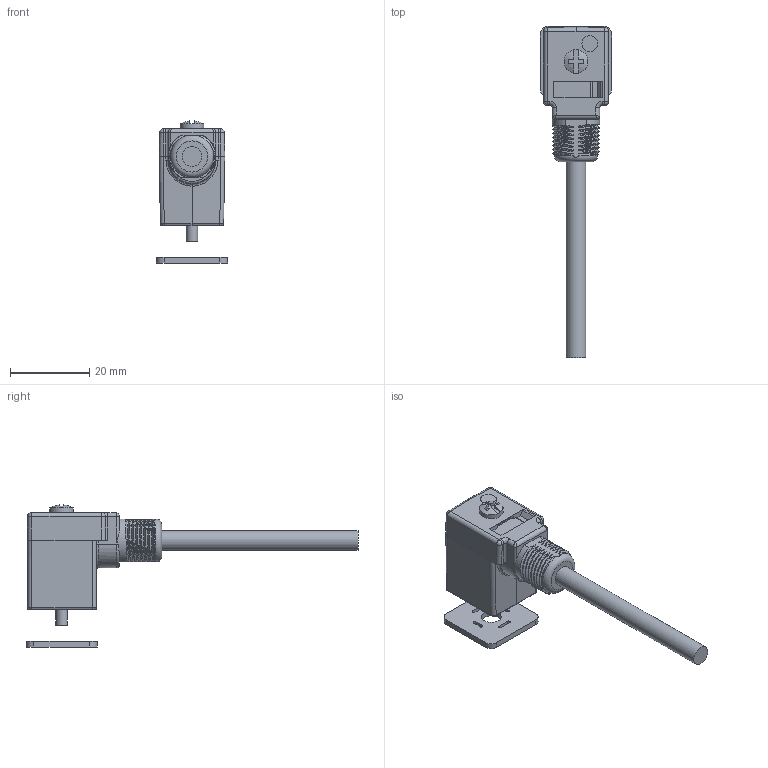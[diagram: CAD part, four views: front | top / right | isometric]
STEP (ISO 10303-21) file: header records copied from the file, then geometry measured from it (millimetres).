
FILE_DESCRIPTION(/* description */ (''),/* implementation_level */ '2;1');
FILE_NAME(/* name */ 'RA-VCIG22_1-24_1-m.stp',/* time_stamp */ '2024-09-17T09:28:35+02:00',/* author */ ('ESCHA GmbH & Co. KG'),/* organization */ ('ESCHA GmbH & Co. KG'),/* preprocessor_version */ 'ST-DEVELOPER v19.4',/* originating_system */ 'SIEMENS PLM Software NX2212.8702',/* authorisation */ '');
FILE_SCHEMA (('AUTOMOTIVE_DESIGN { 1 0 10303 214 3 1 1 1 }'));
Length unit declared in the file: millimetre
Products named in the file (1): 6000440_UMSPRITZEN_part_404383
Bounding box: 18 x 84 x 35.93 mm (x, y, z)
Volume: 10184.3 mm3; surface area: 4656.1 mm2
Topology: 2 solids, 2 shells, 322 faces, 838 edges, 539 vertices
Faces by surface type: plane 141, cylinder 115, bspline 41, extrusion 14, sphere 6, torus 4, cone 1
Full cylindrical faces by diameter (mm): 1.5 x2, 1.7 x2, 2.9 x1, 4 x1, 5 x2, 5.2 x1, 6 x1
Entity records: 23062 total; most frequent: CARTESIAN_POINT 15554, ORIENTED_EDGE 1634, DIRECTION 1359, EDGE_CURVE 817, VERTEX_POINT 536, VECTOR 465, LINE 451, AXIS2_PLACEMENT_3D 447
